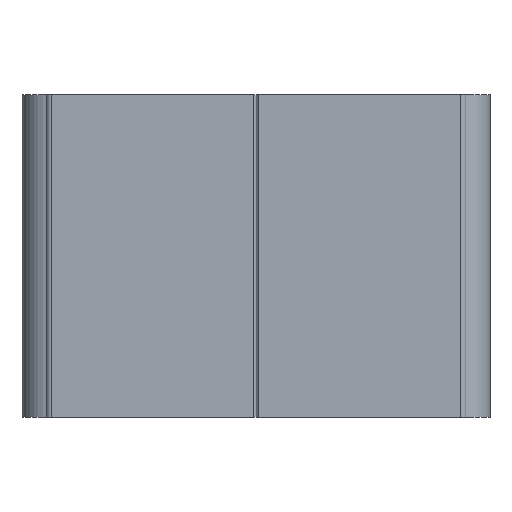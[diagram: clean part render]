
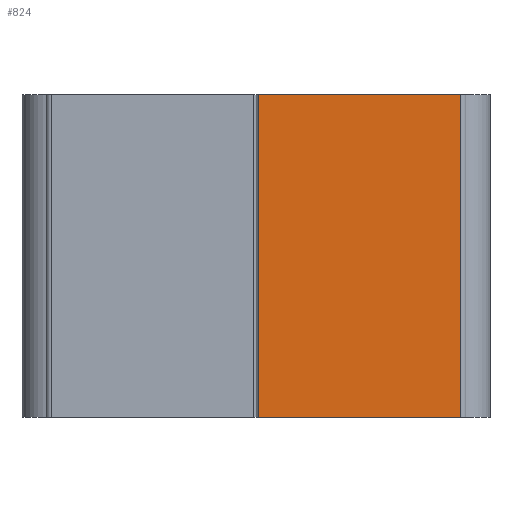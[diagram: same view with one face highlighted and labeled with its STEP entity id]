
A CAD part, front view. The second image highlights one B-rep face of the part: STEP entity #824.
In plain terms, the highlighted planar face has unit normal (0, -1, 0).
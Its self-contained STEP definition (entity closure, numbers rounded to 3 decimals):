
#97=FACE_OUTER_BOUND('',#140,.T.);
#140=EDGE_LOOP('',(#641,#642,#643,#644));
#221=LINE('',#1386,#312);
#222=LINE('',#1389,#313);
#223=LINE('',#1391,#314);
#224=LINE('',#1392,#315);
#312=VECTOR('',#1134,10.);
#313=VECTOR('',#1137,10.);
#314=VECTOR('',#1138,10.);
#315=VECTOR('',#1139,10.);
#392=VERTEX_POINT('',#1382);
#393=VERTEX_POINT('',#1384);
#394=VERTEX_POINT('',#1388);
#395=VERTEX_POINT('',#1390);
#497=EDGE_CURVE('',#392,#393,#221,.T.);
#498=EDGE_CURVE('',#392,#394,#222,.T.);
#499=EDGE_CURVE('',#395,#393,#223,.T.);
#500=EDGE_CURVE('',#394,#395,#224,.T.);
#641=ORIENTED_EDGE('',*,*,#498,.F.);
#642=ORIENTED_EDGE('',*,*,#497,.T.);
#643=ORIENTED_EDGE('',*,*,#499,.F.);
#644=ORIENTED_EDGE('',*,*,#500,.F.);
#786=PLANE('',#949);
#824=ADVANCED_FACE('',(#97),#786,.T.);
#949=AXIS2_PLACEMENT_3D('',#1387,#1135,#1136);
#1134=DIRECTION('',(0.,0.,1.));
#1135=DIRECTION('center_axis',(0.,-1.,0.));
#1136=DIRECTION('ref_axis',(1.,0.,0.));
#1137=DIRECTION('',(-1.,0.,0.));
#1138=DIRECTION('',(1.,0.,0.));
#1139=DIRECTION('',(0.,0.,1.));
#1382=CARTESIAN_POINT('',(63.5,-18.,0.));
#1384=CARTESIAN_POINT('',(63.5,-18.,100.));
#1386=CARTESIAN_POINT('',(63.5,-18.,0.));
#1387=CARTESIAN_POINT('Origin',(0.75,-18.,0.));
#1388=CARTESIAN_POINT('',(0.75,-18.,0.));
#1389=CARTESIAN_POINT('',(63.5,-18.,0.));
#1390=CARTESIAN_POINT('',(0.75,-18.,100.));
#1391=CARTESIAN_POINT('',(63.5,-18.,100.));
#1392=CARTESIAN_POINT('',(0.75,-18.,0.));
